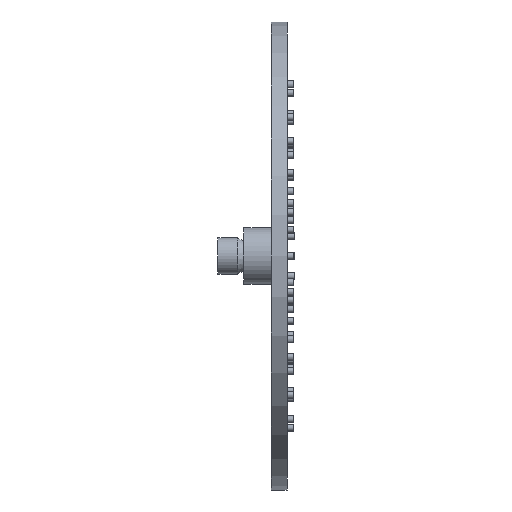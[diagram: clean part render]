
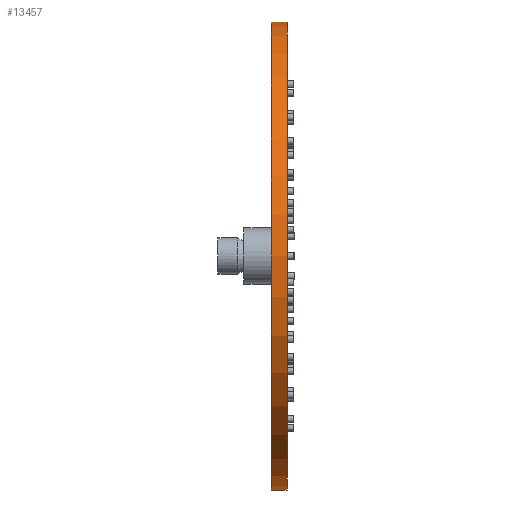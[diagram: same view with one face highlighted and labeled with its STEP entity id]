
A CAD part, left-side view. The second image highlights one B-rep face of the part: STEP entity #13457.
In plain terms, the highlighted cylindrical face has radius 150 mm (diameter 300 mm), a partial arc.
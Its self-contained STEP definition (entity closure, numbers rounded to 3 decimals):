
#464 = VERTEX_POINT ( 'NONE', #12704 ) ;
#857 = DIRECTION ( 'NONE',  ( 0., 0., 1. ) ) ;
#1133 = DIRECTION ( 'NONE',  ( 0., 1., 0. ) ) ;
#1182 = DIRECTION ( 'NONE',  ( 0., 0., 1. ) ) ;
#1294 = CARTESIAN_POINT ( 'NONE',  ( 0., 96.983, 150. ) ) ;
#1434 = CARTESIAN_POINT ( 'NONE',  ( 0., 0., -150. ) ) ;
#1475 = ORIENTED_EDGE ( 'NONE', *, *, #11508, .F. ) ;
#1513 = VECTOR ( 'NONE', #12375, 1000. ) ;
#1744 = ORIENTED_EDGE ( 'NONE', *, *, #13925, .F. ) ;
#2163 = VERTEX_POINT ( 'NONE', #1434 ) ;
#3349 = AXIS2_PLACEMENT_3D ( 'NONE', #12394, #10103, #5553 ) ;
#3403 = DIRECTION ( 'NONE',  ( 0., 1., 0. ) ) ;
#5161 = EDGE_LOOP ( 'NONE', ( #1475, #8475, #12542, #1744 ) ) ;
#5553 = DIRECTION ( 'NONE',  ( 0., 0., 1. ) ) ;
#5727 = VERTEX_POINT ( 'NONE', #14228 ) ;
#5855 = CYLINDRICAL_SURFACE ( 'NONE', #12711, 150. ) ;
#6139 = VECTOR ( 'NONE', #3403, 1000. ) ;
#6494 = DIRECTION ( 'NONE',  ( 0., 1., 0. ) ) ;
#7024 = LINE ( 'NONE', #1294, #6139 ) ;
#7727 = EDGE_CURVE ( 'NONE', #464, #5727, #7024, .T. ) ;
#8475 = ORIENTED_EDGE ( 'NONE', *, *, #9412, .T. ) ;
#8698 = LINE ( 'NONE', #8806, #1513 ) ;
#8806 = CARTESIAN_POINT ( 'NONE',  ( 0., 96.983, -150. ) ) ;
#9412 = EDGE_CURVE ( 'NONE', #2163, #464, #13096, .T. ) ;
#9813 = AXIS2_PLACEMENT_3D ( 'NONE', #13465, #6494, #857 ) ;
#10103 = DIRECTION ( 'NONE',  ( 0., 1., 0. ) ) ;
#10861 = FACE_OUTER_BOUND ( 'NONE', #5161, .T. ) ;
#10898 = VERTEX_POINT ( 'NONE', #12997 ) ;
#11244 = CIRCLE ( 'NONE', #3349, 150. ) ;
#11508 = EDGE_CURVE ( 'NONE', #2163, #10898, #8698, .T. ) ;
#12375 = DIRECTION ( 'NONE',  ( 0., 1., 0. ) ) ;
#12394 = CARTESIAN_POINT ( 'NONE',  ( 0., 10., 0. ) ) ;
#12542 = ORIENTED_EDGE ( 'NONE', *, *, #7727, .T. ) ;
#12704 = CARTESIAN_POINT ( 'NONE',  ( 0., 0., 150. ) ) ;
#12711 = AXIS2_PLACEMENT_3D ( 'NONE', #12768, #1133, #1182 ) ;
#12768 = CARTESIAN_POINT ( 'NONE',  ( 0., 96.983, 0. ) ) ;
#12997 = CARTESIAN_POINT ( 'NONE',  ( 0., 10., -150. ) ) ;
#13096 = CIRCLE ( 'NONE', #9813, 150. ) ;
#13457 = ADVANCED_FACE ( 'NONE', ( #10861 ), #5855, .T. ) ;
#13465 = CARTESIAN_POINT ( 'NONE',  ( 0., 0., 0. ) ) ;
#13925 = EDGE_CURVE ( 'NONE', #10898, #5727, #11244, .T. ) ;
#14228 = CARTESIAN_POINT ( 'NONE',  ( 0., 10., 150. ) ) ;
